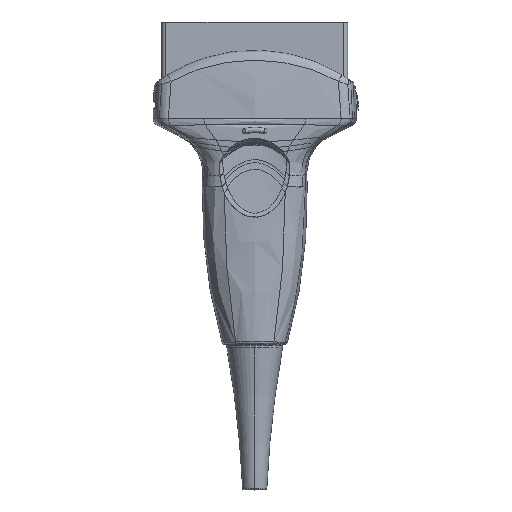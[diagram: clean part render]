
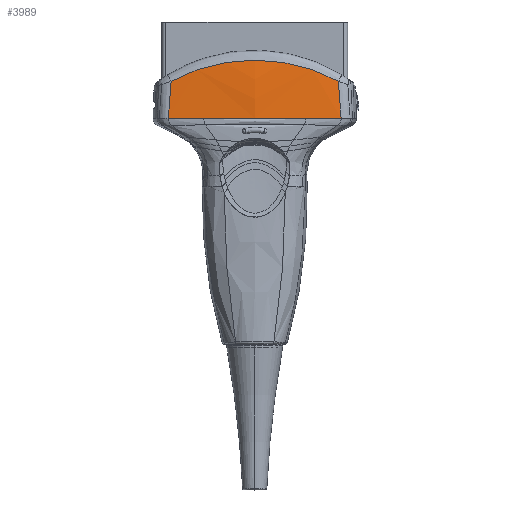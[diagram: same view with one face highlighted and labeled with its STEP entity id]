
A CAD part, top view. The second image highlights one B-rep face of the part: STEP entity #3989.
In plain terms, the highlighted free-form (B-spline) face has degree [3, 3] with [4, 5] control points.
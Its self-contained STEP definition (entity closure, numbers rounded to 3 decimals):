
#367=CARTESIAN_POINT('',(31.267,-10.206,11.621));
#374=CARTESIAN_POINT('',(32.295,-24.,12.757));
#375=CARTESIAN_POINT('',(21.572,-24.,13.918));
#376=CARTESIAN_POINT('',(0.,-24.,15.082));
#377=CARTESIAN_POINT('',(-21.572,-24.,13.918));
#378=CARTESIAN_POINT('',(-32.295,-24.,12.757));
#380=CARTESIAN_POINT('',(31.267,-10.206,11.621));
#381=CARTESIAN_POINT('',(30.647,-9.86,11.661));
#382=CARTESIAN_POINT('',(29.387,-9.187,11.742));
#383=CARTESIAN_POINT('',(27.437,-8.234,11.862));
#384=CARTESIAN_POINT('',(25.427,-7.34,11.978));
#385=CARTESIAN_POINT('',(23.356,-6.507,12.089));
#386=CARTESIAN_POINT('',(21.224,-5.737,12.193));
#387=CARTESIAN_POINT('',(19.053,-5.041,12.289));
#388=CARTESIAN_POINT('',(16.86,-4.424,12.375));
#389=CARTESIAN_POINT('',(14.649,-3.886,12.452));
#390=CARTESIAN_POINT('',(12.421,-3.426,12.517));
#391=CARTESIAN_POINT('',(10.181,-3.044,12.573));
#392=CARTESIAN_POINT('',(7.931,-2.74,12.618));
#393=CARTESIAN_POINT('',(5.674,-2.513,12.652));
#394=CARTESIAN_POINT('',(3.412,-2.363,12.675));
#395=CARTESIAN_POINT('',(1.147,-2.289,12.687));
#396=CARTESIAN_POINT('',(-1.12,-2.29,12.687));
#397=CARTESIAN_POINT('',(-3.384,-2.365,12.675));
#398=CARTESIAN_POINT('',(-5.646,-2.516,12.653));
#399=CARTESIAN_POINT('',(-7.903,-2.743,12.619));
#400=CARTESIAN_POINT('',(-10.153,-3.048,12.575));
#401=CARTESIAN_POINT('',(-12.393,-3.43,12.52));
#402=CARTESIAN_POINT('',(-14.62,-3.89,12.454));
#403=CARTESIAN_POINT('',(-16.831,-4.428,12.378));
#404=CARTESIAN_POINT('',(-19.023,-5.045,12.292));
#405=CARTESIAN_POINT('',(-21.195,-5.74,12.196));
#406=CARTESIAN_POINT('',(-23.332,-6.511,12.092));
#407=CARTESIAN_POINT('',(-25.41,-7.346,11.981));
#408=CARTESIAN_POINT('',(-27.425,-8.241,11.864));
#409=CARTESIAN_POINT('',(-29.382,-9.196,11.744));
#410=CARTESIAN_POINT('',(-30.646,-9.871,11.663));
#411=CARTESIAN_POINT('',(-31.268,-10.217,11.622));
#413=CARTESIAN_POINT('',(31.267,-10.206,11.621));
#414=CARTESIAN_POINT('',(31.77,-14.792,12.112));
#415=CARTESIAN_POINT('',(32.113,-19.396,12.492));
#416=CARTESIAN_POINT('',(32.295,-24.,12.757));
#421=CARTESIAN_POINT('',(-32.295,-24.,12.757));
#435=CARTESIAN_POINT('',(-31.268,-10.217,11.622));
#436=CARTESIAN_POINT('',(-31.771,-14.8,12.113));
#437=CARTESIAN_POINT('',(-32.114,-19.4,12.492));
#438=CARTESIAN_POINT('',(-32.295,-24.,12.757));
#2985=VERTEX_POINT('',#367);
#2986=VERTEX_POINT('',#411);
#3034=VERTEX_POINT('',#421);
#3035=VERTEX_POINT('',#374);
#3960=CARTESIAN_POINT('',(-31.405,-2.125,
10.477));
#3961=CARTESIAN_POINT('',(-21.066,-2.107,
11.864));
#3962=CARTESIAN_POINT('',(0.,-2.045,
13.435));
#3963=CARTESIAN_POINT('',(21.066,-2.107,11.864));
#3964=CARTESIAN_POINT('',(31.405,-2.125,10.477));
#3965=CARTESIAN_POINT('',(-32.556,-9.442,
11.461));
#3966=CARTESIAN_POINT('',(-21.861,-9.422,
13.003));
#3967=CARTESIAN_POINT('',(0.,-9.352,
14.779));
#3968=CARTESIAN_POINT('',(21.861,-9.422,13.003));
#3969=CARTESIAN_POINT('',(32.556,-9.442,11.461));
#3970=CARTESIAN_POINT('',(-33.287,-16.831,
12.18));
#3971=CARTESIAN_POINT('',(-22.32,-16.821,
13.677));
#3972=CARTESIAN_POINT('',(0.,-16.787,
15.347));
#3973=CARTESIAN_POINT('',(22.32,-16.821,13.677));
#3974=CARTESIAN_POINT('',(33.287,-16.831,12.18));
#3975=CARTESIAN_POINT('',(-33.591,-24.219,
12.628));
#3976=CARTESIAN_POINT('',(-22.438,-24.219,
13.876));
#3977=CARTESIAN_POINT('',(0.,-24.22,
15.123));
#3978=CARTESIAN_POINT('',(22.438,-24.219,13.876));
#3979=CARTESIAN_POINT('',(33.591,-24.219,12.628));
#3980=B_SPLINE_SURFACE_WITH_KNOTS('',3,3,((#3960,#3961,#3962,#3963,#3964),
(#3965,#3966,#3967,#3968,#3969),(#3970,#3971,#3972,#3973,#3974),(#3975,#3976,
#3977,#3978,#3979)),.UNSPECIFIED.,.F.,.F.,.F.,(4,4),(4,1,4),(0.36,
1.006),(0.573,0.75,0.927),.UNSPECIFIED.);
#3981=ORIENTED_EDGE('',*,*,#3583,.T.);
#3983=ORIENTED_EDGE('',*,*,#3982,.F.);
#3985=ORIENTED_EDGE('',*,*,#3984,.F.);
#3986=ORIENTED_EDGE('',*,*,#3952,.T.);
#3987=EDGE_LOOP('',(#3981,#3983,#3985,#3986));
#3988=FACE_OUTER_BOUND('',#3987,.F.);
#3989=ADVANCED_FACE('',(#3988),#3980,.T.);
#379=B_SPLINE_CURVE_WITH_KNOTS('',3,(#374,#375,#376,#377,#378),.UNSPECIFIED.,
.F.,.F.,(4,1,4),(0.,0.5,1.),.UNSPECIFIED.);
#412=B_SPLINE_CURVE_WITH_KNOTS('',3,(#380,#381,#382,#383,#384,#385,#386,#387,
#388,#389,#390,#391,#392,#393,#394,#395,#396,#397,#398,#399,#400,#401,#402,#403,
#404,#405,#406,#407,#408,#409,#410,#411),.UNSPECIFIED.,.F.,.F.,(4,1,1,1,1,1,1,1,
1,1,1,1,1,1,1,1,1,1,1,1,1,1,1,1,1,1,1,1,1,4),(0.,0.034,
0.069,0.103,0.138,0.172,
0.207,0.241,0.276,0.31,
0.345,0.379,0.414,0.448,
0.483,0.517,0.552,0.586,
0.621,0.655,0.69,0.724,
0.759,0.793,0.828,0.862,
0.897,0.931,0.966,1.),.UNSPECIFIED.);
#417=B_SPLINE_CURVE_WITH_KNOTS('',3,(#413,#414,#415,#416),.UNSPECIFIED.,.F.,.F.,
(4,4),(0.,1.),.UNSPECIFIED.);
#439=B_SPLINE_CURVE_WITH_KNOTS('',3,(#435,#436,#437,#438),.UNSPECIFIED.,.F.,.F.,
(4,4),(0.,1.),.UNSPECIFIED.);
#3583=EDGE_CURVE('',#3035,#3034,#379,.T.);
#3952=EDGE_CURVE('',#2985,#3035,#417,.T.);
#3982=EDGE_CURVE('',#2986,#3034,#439,.T.);
#3984=EDGE_CURVE('',#2985,#2986,#412,.T.);
